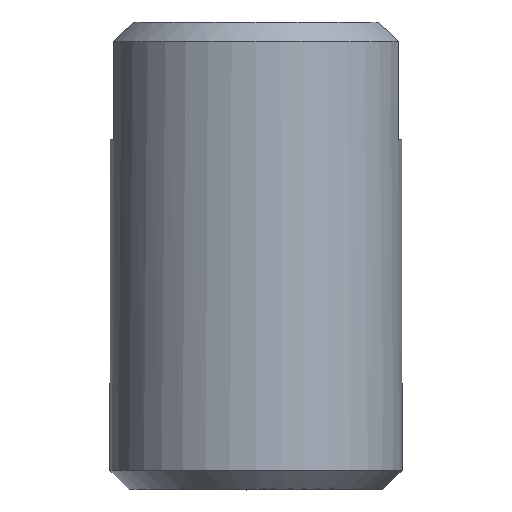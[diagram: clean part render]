
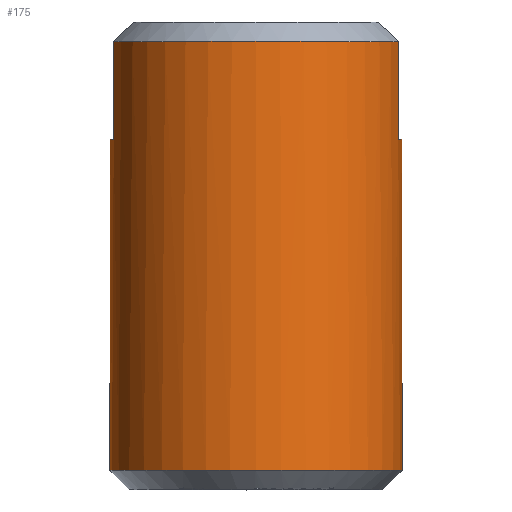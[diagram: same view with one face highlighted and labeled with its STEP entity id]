
A CAD part, top view. The second image highlights one B-rep face of the part: STEP entity #175.
In plain terms, the highlighted cylindrical face has radius 3.75 mm (diameter 7.5 mm), a full revolution.
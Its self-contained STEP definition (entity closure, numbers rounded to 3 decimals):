
#78 = AXIS2_PLACEMENT_3D ( 'NONE', #9123, #11593, #7005 ) ;
#175 = ADVANCED_FACE ( 'NONE', ( #9749, #8979 ), #12635, .T. ) ;
#377 = ORIENTED_EDGE ( 'NONE', *, *, #2051, .F. ) ;
#952 = LINE ( 'NONE', #13743, #5378 ) ;
#953 = VERTEX_POINT ( 'NONE', #6400 ) ;
#1187 = CARTESIAN_POINT ( 'NONE',  ( -3.652, 0., -0.85 ) ) ;
#1344 = AXIS2_PLACEMENT_3D ( 'NONE', #11894, #14381, #8188 ) ;
#1346 = ORIENTED_EDGE ( 'NONE', *, *, #1617, .T. ) ;
#1574 = CARTESIAN_POINT ( 'NONE',  ( -3.652, 11.5, 0.85 ) ) ;
#1582 = DIRECTION ( 'NONE',  ( 0., 1., 0. ) ) ;
#1617 = EDGE_CURVE ( 'NONE', #1636, #9354, #14353, .T. ) ;
#1636 = VERTEX_POINT ( 'NONE', #10083 ) ;
#2051 = EDGE_CURVE ( 'NONE', #3158, #10231, #11043, .T. ) ;
#2345 = EDGE_CURVE ( 'NONE', #4826, #4826, #9717, .T. ) ;
#2444 = ORIENTED_EDGE ( 'NONE', *, *, #2345, .T. ) ;
#2766 = CARTESIAN_POINT ( 'NONE',  ( 0., 11.5, 0. ) ) ;
#3063 = ORIENTED_EDGE ( 'NONE', *, *, #6361, .F. ) ;
#3158 = VERTEX_POINT ( 'NONE', #6434 ) ;
#3371 = DIRECTION ( 'NONE',  ( 0., 0., -1. ) ) ;
#3924 = DIRECTION ( 'NONE',  ( 0., -1., 0. ) ) ;
#3928 = CIRCLE ( 'NONE', #78, 3.75 ) ;
#4132 = CARTESIAN_POINT ( 'NONE',  ( 3.652, 0., -0.85 ) ) ;
#4290 = CARTESIAN_POINT ( 'NONE',  ( -3.652, 9., 0.85 ) ) ;
#4340 = EDGE_LOOP ( 'NONE', ( #9417, #1346, #8238, #5397, #3063, #13865, #8634, #377 ) ) ;
#4648 = VERTEX_POINT ( 'NONE', #15829 ) ;
#4702 = DIRECTION ( 'NONE',  ( 0., -1., 0. ) ) ;
#4826 = VERTEX_POINT ( 'NONE', #8254 ) ;
#4929 = DIRECTION ( 'NONE',  ( 0., 0., -1. ) ) ;
#5100 = EDGE_CURVE ( 'NONE', #1636, #3158, #6186, .T. ) ;
#5151 = AXIS2_PLACEMENT_3D ( 'NONE', #11928, #9542, #3371 ) ;
#5183 = DIRECTION ( 'NONE',  ( 0., 0., -1. ) ) ;
#5191 = VERTEX_POINT ( 'NONE', #10938 ) ;
#5378 = VECTOR ( 'NONE', #1582, 1000. ) ;
#5397 = ORIENTED_EDGE ( 'NONE', *, *, #7172, .F. ) ;
#5900 = DIRECTION ( 'NONE',  ( 0., -1., 0. ) ) ;
#6186 = LINE ( 'NONE', #1187, #6560 ) ;
#6361 = EDGE_CURVE ( 'NONE', #4648, #953, #14743, .T. ) ;
#6400 = CARTESIAN_POINT ( 'NONE',  ( 3.652, 9., 0.85 ) ) ;
#6434 = CARTESIAN_POINT ( 'NONE',  ( -3.652, 9., -0.85 ) ) ;
#6511 = DIRECTION ( 'NONE',  ( 0., 1., 0. ) ) ;
#6515 = VERTEX_POINT ( 'NONE', #1574 ) ;
#6560 = VECTOR ( 'NONE', #5900, 1000. ) ;
#7005 = DIRECTION ( 'NONE',  ( 0., 0., -1. ) ) ;
#7172 = EDGE_CURVE ( 'NONE', #953, #5191, #3928, .T. ) ;
#7634 = AXIS2_PLACEMENT_3D ( 'NONE', #2766, #3924, #10188 ) ;
#7720 = CARTESIAN_POINT ( 'NONE',  ( 0., 0.5, 0. ) ) ;
#8188 = DIRECTION ( 'NONE',  ( 0., 0., 1. ) ) ;
#8200 = VECTOR ( 'NONE', #4702, 1000. ) ;
#8238 = ORIENTED_EDGE ( 'NONE', *, *, #14320, .F. ) ;
#8254 = CARTESIAN_POINT ( 'NONE',  ( 0., 0.5, -3.75 ) ) ;
#8634 = ORIENTED_EDGE ( 'NONE', *, *, #14785, .F. ) ;
#8979 = FACE_OUTER_BOUND ( 'NONE', #11660, .T. ) ;
#9123 = CARTESIAN_POINT ( 'NONE',  ( 0., 9., 0. ) ) ;
#9354 = VERTEX_POINT ( 'NONE', #13650 ) ;
#9417 = ORIENTED_EDGE ( 'NONE', *, *, #5100, .F. ) ;
#9430 = VECTOR ( 'NONE', #12746, 1000. ) ;
#9542 = DIRECTION ( 'NONE',  ( 0., 1., 0. ) ) ;
#9717 = CIRCLE ( 'NONE', #13212, 3.75 ) ;
#9749 = FACE_OUTER_BOUND ( 'NONE', #4340, .T. ) ;
#10083 = CARTESIAN_POINT ( 'NONE',  ( -3.652, 11.5, -0.85 ) ) ;
#10188 = DIRECTION ( 'NONE',  ( 0., 0., 1. ) ) ;
#10231 = VERTEX_POINT ( 'NONE', #4290 ) ;
#10938 = CARTESIAN_POINT ( 'NONE',  ( 3.652, 9., -0.85 ) ) ;
#11043 = CIRCLE ( 'NONE', #5151, 3.75 ) ;
#11593 = DIRECTION ( 'NONE',  ( 0., 1., 0. ) ) ;
#11660 = EDGE_LOOP ( 'NONE', ( #2444 ) ) ;
#11894 = CARTESIAN_POINT ( 'NONE',  ( 0., 11.5, 0. ) ) ;
#11928 = CARTESIAN_POINT ( 'NONE',  ( 0., 9., 0. ) ) ;
#12024 = CARTESIAN_POINT ( 'NONE',  ( 3.652, 0., 0.85 ) ) ;
#12039 = EDGE_CURVE ( 'NONE', #4648, #6515, #14361, .T. ) ;
#12257 = DIRECTION ( 'NONE',  ( 0., -1., 0. ) ) ;
#12635 = CYLINDRICAL_SURFACE ( 'NONE', #14649, 3.75 ) ;
#12746 = DIRECTION ( 'NONE',  ( 0., 1., 0. ) ) ;
#13212 = AXIS2_PLACEMENT_3D ( 'NONE', #7720, #6511, #5183 ) ;
#13650 = CARTESIAN_POINT ( 'NONE',  ( 3.652, 11.5, -0.85 ) ) ;
#13743 = CARTESIAN_POINT ( 'NONE',  ( -3.652, 0., 0.85 ) ) ;
#13865 = ORIENTED_EDGE ( 'NONE', *, *, #12039, .T. ) ;
#14320 = EDGE_CURVE ( 'NONE', #5191, #9354, #15198, .T. ) ;
#14353 = CIRCLE ( 'NONE', #7634, 3.75 ) ;
#14361 = CIRCLE ( 'NONE', #1344, 3.75 ) ;
#14381 = DIRECTION ( 'NONE',  ( 0., -1., 0. ) ) ;
#14649 = AXIS2_PLACEMENT_3D ( 'NONE', #14794, #12257, #4929 ) ;
#14743 = LINE ( 'NONE', #12024, #8200 ) ;
#14785 = EDGE_CURVE ( 'NONE', #10231, #6515, #952, .T. ) ;
#14794 = CARTESIAN_POINT ( 'NONE',  ( 0., 0., 0. ) ) ;
#15198 = LINE ( 'NONE', #4132, #9430 ) ;
#15829 = CARTESIAN_POINT ( 'NONE',  ( 3.652, 11.5, 0.85 ) ) ;
